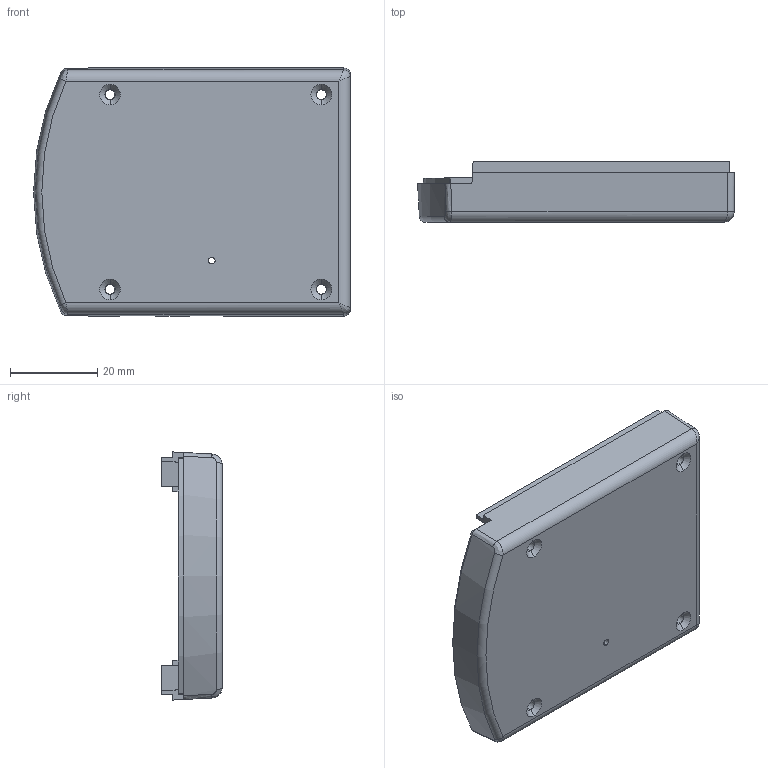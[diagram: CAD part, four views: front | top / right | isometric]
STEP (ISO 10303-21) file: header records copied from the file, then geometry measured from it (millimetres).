
FILE_DESCRIPTION (( 'STEP AP214' ), '1' );
FILE_NAME ('VI_bottom_10-14-14.STEP', '2014-10-14T17:04:23', ( 'MLGDTOP' ), ( 'Microsoft' ), 'SwSTEP 2.0', 'SolidWorks 2014', '' );
FILE_SCHEMA (( 'AUTOMOTIVE_DESIGN' ));
Length unit declared in the file: millimetre
Products named in the file (1): VI_bottom_10-14-14
Bounding box: 72.72 x 13.97 x 56.97 mm (x, y, z)
Volume: 14640.3 mm3; surface area: 13156.9 mm2
Topology: 1 solids, 1 shells, 124 faces, 340 edges, 216 vertices
Faces by surface type: plane 61, cone 29, cylinder 17, torus 9, bspline 8
Entity records: 4516 total; most frequent: CARTESIAN_POINT 1195, ORIENTED_EDGE 676, DIRECTION 585, EDGE_CURVE 338, VERTEX_POINT 216, LINE 205, VECTOR 205, AXIS2_PLACEMENT_3D 190
